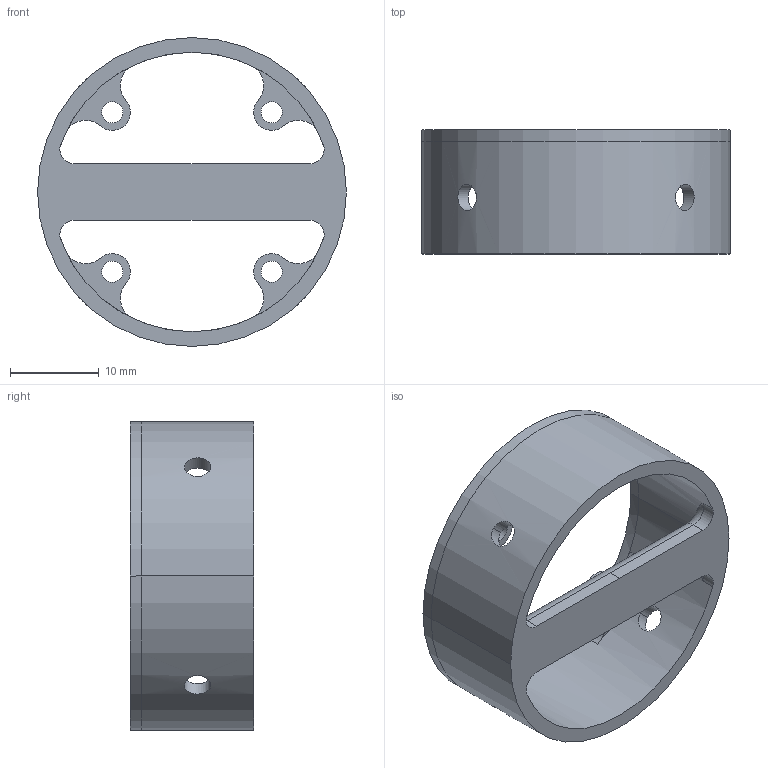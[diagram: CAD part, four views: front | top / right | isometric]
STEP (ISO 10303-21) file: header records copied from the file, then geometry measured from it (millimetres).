
FILE_DESCRIPTION(('CATIA V5 STEP Exchange'),'2;1');
FILE_NAME('Bulkhead.stp','2024-08-24T11:55:39+00:00',('none'),('none'),'CATIA Version 5-6 Release 2019 SP6','CATIA V5 STEP AP203 v1','none');
FILE_SCHEMA(('CONFIG_CONTROL_DESIGN'));
Length unit declared in the file: millimetre
Products named in the file (1): Bulkhead
Bounding box: 34.8 x 13.97 x 34.8 mm (x, y, z)
Volume: 3159.7 mm3; surface area: 4039.2 mm2
Topology: 1 solids, 1 shells, 61 faces, 164 edges, 104 vertices
Faces by surface type: cylinder 42, plane 15, torus 4
Entity records: 1946 total; most frequent: CARTESIAN_POINT 469, ORIENTED_EDGE 328, DIRECTION 224, EDGE_CURVE 164, AXIS2_PLACEMENT_3D 125, VERTEX_POINT 104, CIRCLE 84, EDGE_LOOP 80
